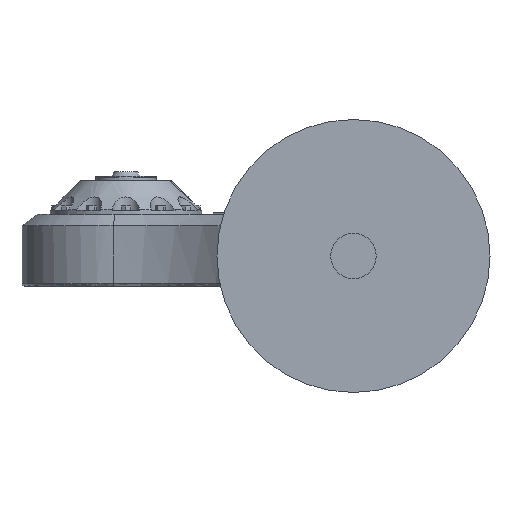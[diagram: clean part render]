
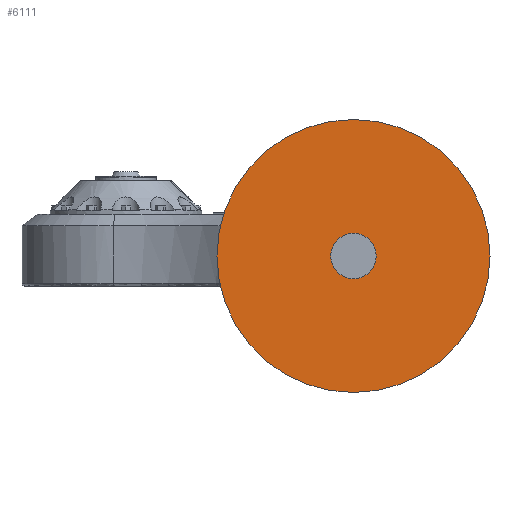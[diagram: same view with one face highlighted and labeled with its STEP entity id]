
A CAD part, front view. The second image highlights one B-rep face of the part: STEP entity #6111.
In plain terms, the highlighted planar face has unit normal (0, -1, 0).
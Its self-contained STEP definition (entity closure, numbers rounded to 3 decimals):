
#84 = ORIENTED_EDGE ( 'NONE', *, *, #627, .F. ) ;
#186 = DIRECTION ( 'NONE',  ( 0., 0., -1. ) ) ;
#252 = AXIS2_PLACEMENT_3D ( 'NONE', #305, #5515, #6819 ) ;
#299 = DIRECTION ( 'NONE',  ( 0., 1., 0. ) ) ;
#305 = CARTESIAN_POINT ( 'NONE',  ( 0., 0., 0. ) ) ;
#500 = EDGE_CURVE ( 'NONE', #2224, #1325, #8358, .T. ) ;
#627 = EDGE_CURVE ( 'NONE', #1575, #1258, #4204, .T. ) ;
#1227 = EDGE_CURVE ( 'NONE', #1325, #2224, #2696, .T. ) ;
#1258 = VERTEX_POINT ( 'NONE', #1743 ) ;
#1309 = AXIS2_PLACEMENT_3D ( 'NONE', #6089, #9023, #2459 ) ;
#1325 = VERTEX_POINT ( 'NONE', #4077 ) ;
#1378 = ORIENTED_EDGE ( 'NONE', *, *, #500, .F. ) ;
#1443 = EDGE_LOOP ( 'NONE', ( #5372, #84 ) ) ;
#1575 = VERTEX_POINT ( 'NONE', #2411 ) ;
#1646 = DIRECTION ( 'NONE',  ( 0., 0., 1. ) ) ;
#1743 = CARTESIAN_POINT ( 'NONE',  ( 0., 0., -15. ) ) ;
#2204 = ORIENTED_EDGE ( 'NONE', *, *, #1227, .F. ) ;
#2224 = VERTEX_POINT ( 'NONE', #6545 ) ;
#2411 = CARTESIAN_POINT ( 'NONE',  ( 0., 0., 15. ) ) ;
#2459 = DIRECTION ( 'NONE',  ( 0., 0., 1. ) ) ;
#2542 = AXIS2_PLACEMENT_3D ( 'NONE', #3826, #5208, #186 ) ;
#2696 = CIRCLE ( 'NONE', #252, 90. ) ;
#3174 = FACE_BOUND ( 'NONE', #1443, .T. ) ;
#3826 = CARTESIAN_POINT ( 'NONE',  ( 0., 0., 0. ) ) ;
#3842 = FACE_OUTER_BOUND ( 'NONE', #7527, .T. ) ;
#4033 = DIRECTION ( 'NONE',  ( 0., -1., 0. ) ) ;
#4040 = EDGE_CURVE ( 'NONE', #1258, #1575, #7488, .T. ) ;
#4077 = CARTESIAN_POINT ( 'NONE',  ( 0., 0., -90. ) ) ;
#4199 = CARTESIAN_POINT ( 'NONE',  ( 0., 0., 0. ) ) ;
#4204 = CIRCLE ( 'NONE', #2542, 15. ) ;
#4699 = CARTESIAN_POINT ( 'NONE',  ( 0., 0., 0. ) ) ;
#5208 = DIRECTION ( 'NONE',  ( 0., -1., 0. ) ) ;
#5372 = ORIENTED_EDGE ( 'NONE', *, *, #4040, .F. ) ;
#5515 = DIRECTION ( 'NONE',  ( 0., 1., 0. ) ) ;
#6089 = CARTESIAN_POINT ( 'NONE',  ( 0., 0., 0. ) ) ;
#6111 = ADVANCED_FACE ( 'NONE', ( #3174, #3842 ), #6865, .F. ) ;
#6545 = CARTESIAN_POINT ( 'NONE',  ( 0., 0., 90. ) ) ;
#6819 = DIRECTION ( 'NONE',  ( 0., 0., 1. ) ) ;
#6865 = PLANE ( 'NONE',  #8690 ) ;
#6958 = DIRECTION ( 'NONE',  ( 0., 0., -1. ) ) ;
#7488 = CIRCLE ( 'NONE', #9473, 15. ) ;
#7527 = EDGE_LOOP ( 'NONE', ( #2204, #1378 ) ) ;
#8358 = CIRCLE ( 'NONE', #1309, 90. ) ;
#8690 = AXIS2_PLACEMENT_3D ( 'NONE', #4699, #299, #1646 ) ;
#9023 = DIRECTION ( 'NONE',  ( 0., 1., 0. ) ) ;
#9473 = AXIS2_PLACEMENT_3D ( 'NONE', #4199, #4033, #6958 ) ;
